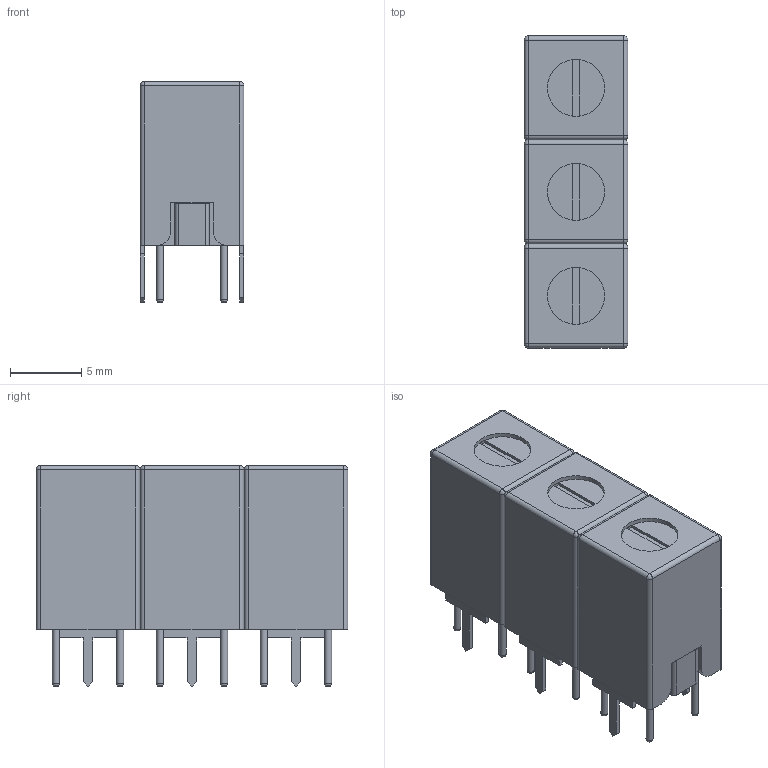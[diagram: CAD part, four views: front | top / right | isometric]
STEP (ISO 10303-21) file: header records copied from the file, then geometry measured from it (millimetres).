
FILE_DESCRIPTION(('FreeCAD Model'),'2;1');
FILE_NAME( '71EX3RM225.stp', '2015-04-19T11:52:42',('FreeCAD'),('FreeCAD'), 'Open CASCADE STEP processor 6.7','FreeCAD','Unknown');
FILE_SCHEMA(('AUTOMOTIVE_DESIGN_CC2 { 1 2 10303 214 -1 1 5 4 }'));
Length unit declared in the file: millimetre
Products named in the file (4): Array005; Array004; Array002; Array001
Bounding box: 7.3 x 21.9 x 15.5 mm (x, y, z)
Volume: 818.4 mm3; surface area: 3531.9 mm2
Topology: 21 solids, 21 shells, 414 faces, 990 edges, 624 vertices
Faces by surface type: plane 294, cylinder 96, revolution 12, sphere 12
Full cylindrical faces by diameter (mm): 0.5 x12, 1 x3, 3 x6, 4 x6, 4.4 x3
Entity records: 25564 total; most frequent: CARTESIAN_POINT 5137, DIRECTION 3821, LINE 2472, VECTOR 2472, ORIENTED_EDGE 1980, PCURVE 1980, DEFINITIONAL_REPRESENTATION 1980, EDGE_CURVE 990
